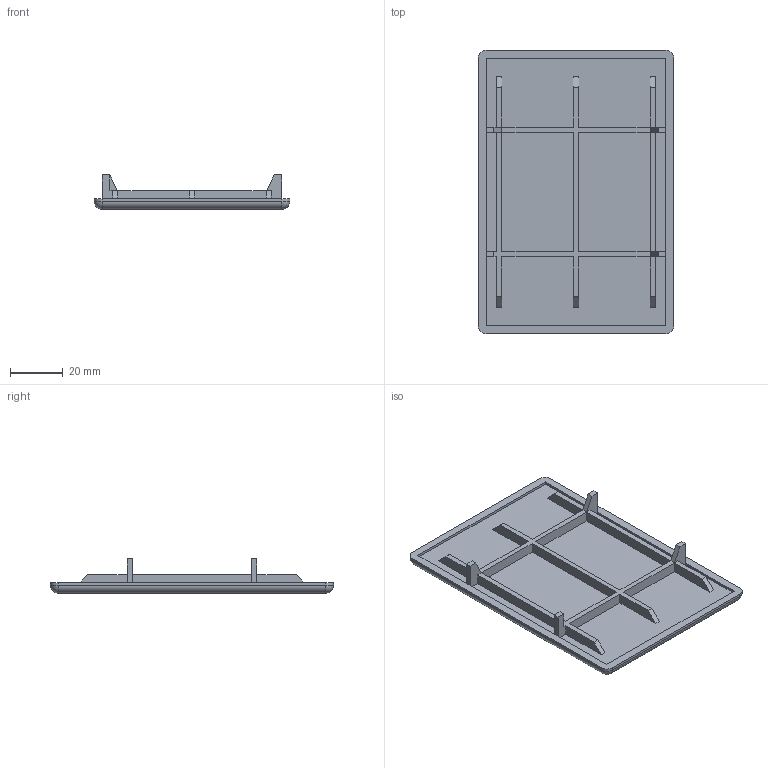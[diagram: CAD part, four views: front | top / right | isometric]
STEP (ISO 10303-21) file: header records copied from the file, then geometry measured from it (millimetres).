
FILE_DESCRIPTION((''),'2;1');
FILE_NAME('AR3444.stp','2016-08-23T15:22:55',('Konstruktor II'),(''),'Autodesk Inventor 2013','Autodesk Inventor 2013','');
FILE_SCHEMA(('AUTOMOTIVE_DESIGN { 1 0 10303 214 1 1 1 1 }'));
Length unit declared in the file: millimetre
Products named in the file (1): AR3444
Bounding box: 74 x 107 x 13 mm (x, y, z)
Volume: 27270.4 mm3; surface area: 20323.6 mm2
Topology: 1 solids, 1 shells, 85 faces, 220 edges, 140 vertices
Faces by surface type: plane 73, cylinder 8, sphere 4
Entity records: 2556 total; most frequent: CARTESIAN_POINT 446, ORIENTED_EDGE 440, DIRECTION 408, EDGE_CURVE 220, VECTOR 204, LINE 204, VERTEX_POINT 140, AXIS2_PLACEMENT_3D 102
